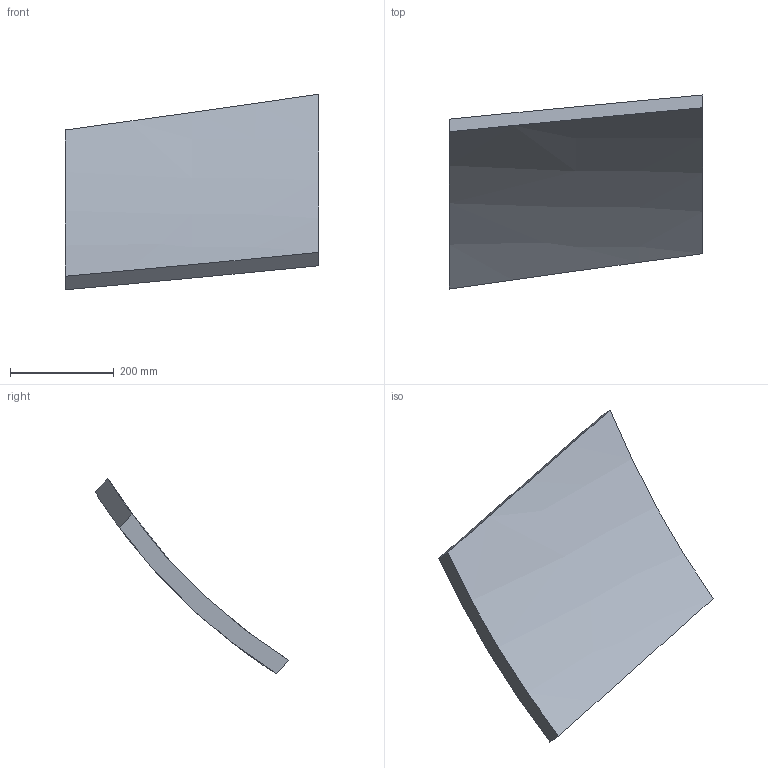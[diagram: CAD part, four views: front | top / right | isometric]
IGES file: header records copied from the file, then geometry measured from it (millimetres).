
Start section:  PTC IGES file: mice33-9c.igs
Global section: file name: mice33-9c.igs; native system: Pro/ENGINEER by Parametric Technology Corporation; preprocessor: 2004110; author: liuxiaokun; organization: Unknown; date: 080428.080942; units: millimetre
Bounding box: 489 x 373.28 x 376.78 mm (x, y, z)
Volume: 7120964.1 mm3; surface area: 471415.2 mm2
Topology: 1 solids, 1 shells, 6 faces, 12 edges, 8 vertices
Faces by surface type: bspline 4, revolution 2
